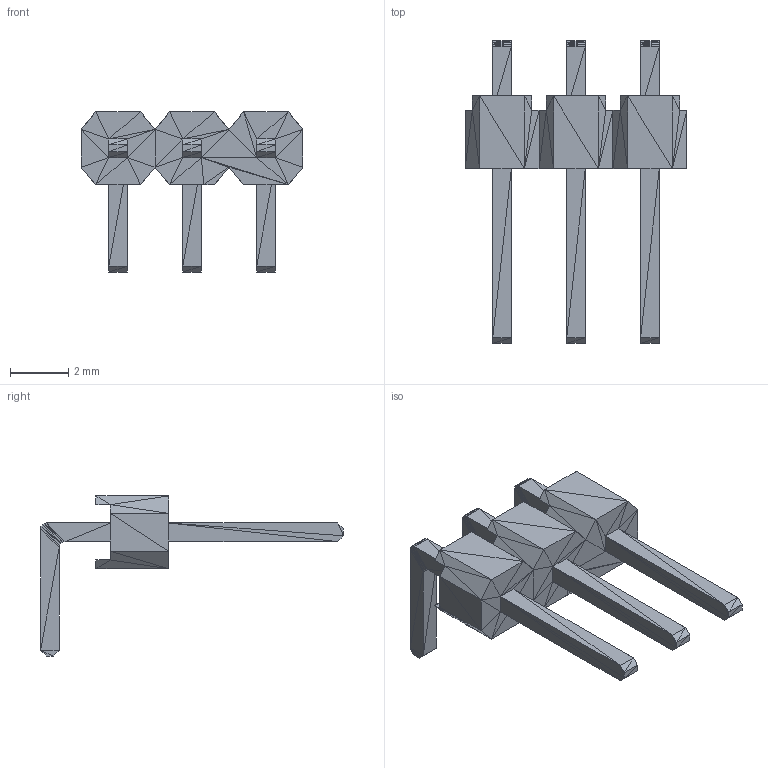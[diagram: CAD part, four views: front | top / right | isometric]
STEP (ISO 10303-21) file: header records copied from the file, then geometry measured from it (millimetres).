
FILE_DESCRIPTION(('auto-generated'),'2;1');
FILE_SCHEMA(('CONFIG_CONTROL_DESIGN'));
Bounding box: 7.62 x 10.4 x 5.5 mm (x, y, z)
Surface area: 183.9 mm2 (no closed solid volume)
Topology: 0 solids, 14 shells, 754 faces, 1245 edges, 493 vertices
Faces by surface type: plane 754
Entity records: 11752 total; most frequent: ORIENTED_EDGE 2262, DIRECTION 1536, LINE 1245, EDGE_CURVE 1245, AXIS2_PLACEMENT_3D 755, PLANE 754, EDGE_LOOP 754, FACE_BOUND 754
